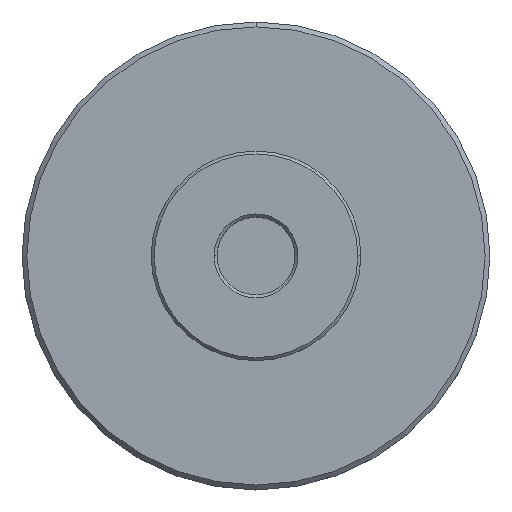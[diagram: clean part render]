
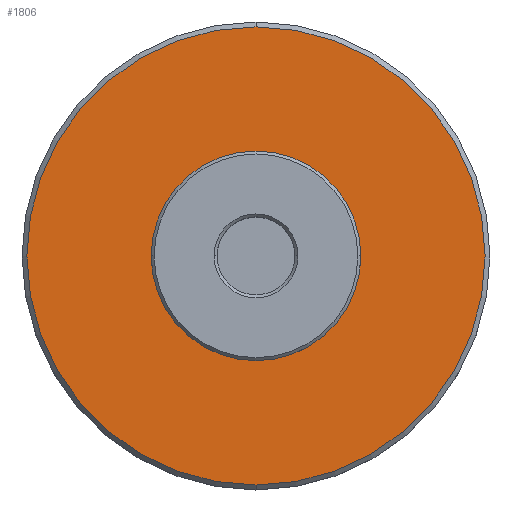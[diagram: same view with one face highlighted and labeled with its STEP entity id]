
A CAD part, top view. The second image highlights one B-rep face of the part: STEP entity #1806.
In plain terms, the highlighted planar face has unit normal (0, 0, 1).
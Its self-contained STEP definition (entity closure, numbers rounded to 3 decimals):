
#65 = VERTEX_POINT ( 'NONE', #1446 ) ;
#88 = EDGE_CURVE ( 'NONE', #1473, #1891, #1568, .T. ) ;
#295 = CIRCLE ( 'NONE', #656, 23.5 ) ;
#339 = DIRECTION ( 'NONE',  ( -1., 0., 0. ) ) ;
#347 = DIRECTION ( 'NONE',  ( 0., 0., 1. ) ) ;
#367 = ORIENTED_EDGE ( 'NONE', *, *, #575, .T. ) ;
#436 = AXIS2_PLACEMENT_3D ( 'NONE', #1090, #347, #339 ) ;
#557 = AXIS2_PLACEMENT_3D ( 'NONE', #572, #1397, #1587 ) ;
#572 = CARTESIAN_POINT ( 'NONE',  ( 0., 0., 12.438 ) ) ;
#575 = EDGE_CURVE ( 'NONE', #835, #65, #690, .T. ) ;
#623 = EDGE_CURVE ( 'NONE', #65, #835, #295, .T. ) ;
#656 = AXIS2_PLACEMENT_3D ( 'NONE', #1139, #1639, #1833 ) ;
#671 = AXIS2_PLACEMENT_3D ( 'NONE', #1836, #1263, #1112 ) ;
#690 = CIRCLE ( 'NONE', #557, 23.5 ) ;
#701 = CIRCLE ( 'NONE', #671, 7.5 ) ;
#798 = ORIENTED_EDGE ( 'NONE', *, *, #88, .F. ) ;
#823 = CARTESIAN_POINT ( 'NONE',  ( 0., -23.5, 12.438 ) ) ;
#835 = VERTEX_POINT ( 'NONE', #823 ) ;
#913 = ORIENTED_EDGE ( 'NONE', *, *, #623, .T. ) ;
#943 = CARTESIAN_POINT ( 'NONE',  ( -23.782, -23.782, 12.438 ) ) ;
#972 = AXIS2_PLACEMENT_3D ( 'NONE', #943, #1536, #1688 ) ;
#1044 = EDGE_LOOP ( 'NONE', ( #1046, #798 ) ) ;
#1046 = ORIENTED_EDGE ( 'NONE', *, *, #1813, .F. ) ;
#1090 = CARTESIAN_POINT ( 'NONE',  ( 0., 0., 12.438 ) ) ;
#1112 = DIRECTION ( 'NONE',  ( -1., 0., 0. ) ) ;
#1139 = CARTESIAN_POINT ( 'NONE',  ( 0., 0., 12.438 ) ) ;
#1263 = DIRECTION ( 'NONE',  ( 0., 0., 1. ) ) ;
#1393 = PLANE ( 'NONE',  #972 ) ;
#1397 = DIRECTION ( 'NONE',  ( 0., 0., 1. ) ) ;
#1446 = CARTESIAN_POINT ( 'NONE',  ( 0., 23.5, 12.438 ) ) ;
#1473 = VERTEX_POINT ( 'NONE', #1771 ) ;
#1521 = EDGE_LOOP ( 'NONE', ( #913, #367 ) ) ;
#1529 = FACE_OUTER_BOUND ( 'NONE', #1521, .T. ) ;
#1536 = DIRECTION ( 'NONE',  ( 0., 0., 1. ) ) ;
#1568 = CIRCLE ( 'NONE', #436, 7.5 ) ;
#1587 = DIRECTION ( 'NONE',  ( 0., 1., 0. ) ) ;
#1639 = DIRECTION ( 'NONE',  ( 0., 0., 1. ) ) ;
#1688 = DIRECTION ( 'NONE',  ( 1., 0., 0. ) ) ;
#1771 = CARTESIAN_POINT ( 'NONE',  ( 7.5, 0., 12.438 ) ) ;
#1806 = ADVANCED_FACE ( 'NONE', ( #1529, #1877 ), #1393, .T. ) ;
#1813 = EDGE_CURVE ( 'NONE', #1891, #1473, #701, .T. ) ;
#1833 = DIRECTION ( 'NONE',  ( 0., 1., 0. ) ) ;
#1836 = CARTESIAN_POINT ( 'NONE',  ( 0., 0., 12.438 ) ) ;
#1848 = CARTESIAN_POINT ( 'NONE',  ( -7.5, 0., 12.438 ) ) ;
#1877 = FACE_BOUND ( 'NONE', #1044, .T. ) ;
#1891 = VERTEX_POINT ( 'NONE', #1848 ) ;
